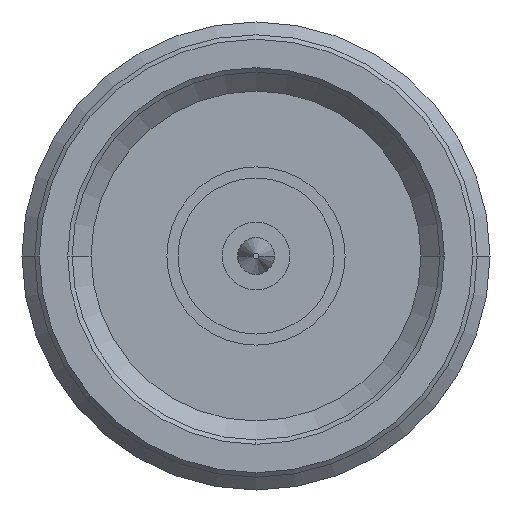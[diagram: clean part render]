
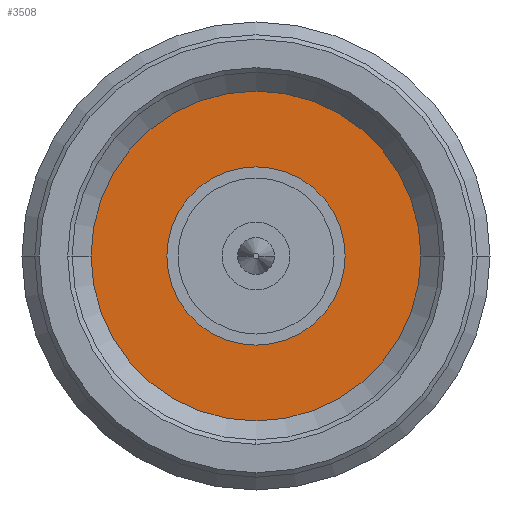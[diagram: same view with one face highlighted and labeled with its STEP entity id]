
A CAD part, left-side view. The second image highlights one B-rep face of the part: STEP entity #3508.
In plain terms, the highlighted planar face has unit normal (-1, 0, 0).
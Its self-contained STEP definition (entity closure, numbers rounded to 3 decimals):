
#131 = CIRCLE ( 'NONE', #3449, 4. ) ;
#167 = CIRCLE ( 'NONE', #3954, 8.85 ) ;
#169 = DIRECTION ( 'NONE',  ( -1., 0., 0. ) ) ;
#387 = VERTEX_POINT ( 'NONE', #1819 ) ;
#555 = ORIENTED_EDGE ( 'NONE', *, *, #3356, .F. ) ;
#562 = VERTEX_POINT ( 'NONE', #1000 ) ;
#681 = ORIENTED_EDGE ( 'NONE', *, *, #955, .F. ) ;
#955 = EDGE_CURVE ( 'NONE', #2643, #2042, #131, .T. ) ;
#1000 = CARTESIAN_POINT ( 'NONE',  ( 11.6, 8.85, 0. ) ) ;
#1166 = DIRECTION ( 'NONE',  ( -1., 0., 0. ) ) ;
#1565 = CARTESIAN_POINT ( 'NONE',  ( 11.6, 4., 0. ) ) ;
#1613 = CARTESIAN_POINT ( 'NONE',  ( 11.6, 0., 0. ) ) ;
#1627 = AXIS2_PLACEMENT_3D ( 'NONE', #2325, #169, #3933 ) ;
#1644 = EDGE_LOOP ( 'NONE', ( #2244, #2060 ) ) ;
#1694 = DIRECTION ( 'NONE',  ( 0., 1., 0. ) ) ;
#1819 = CARTESIAN_POINT ( 'NONE',  ( 11.6, -8.85, 0. ) ) ;
#1885 = CIRCLE ( 'NONE', #1627, 4. ) ;
#2042 = VERTEX_POINT ( 'NONE', #4016 ) ;
#2060 = ORIENTED_EDGE ( 'NONE', *, *, #2242, .F. ) ;
#2078 = CIRCLE ( 'NONE', #3648, 8.85 ) ;
#2136 = FACE_BOUND ( 'NONE', #3477, .T. ) ;
#2242 = EDGE_CURVE ( 'NONE', #562, #387, #167, .T. ) ;
#2244 = ORIENTED_EDGE ( 'NONE', *, *, #3331, .T. ) ;
#2325 = CARTESIAN_POINT ( 'NONE',  ( 11.6, 0., 0. ) ) ;
#2373 = AXIS2_PLACEMENT_3D ( 'NONE', #3327, #1166, #3348 ) ;
#2442 = DIRECTION ( 'NONE',  ( 0., 1., 0. ) ) ;
#2643 = VERTEX_POINT ( 'NONE', #1565 ) ;
#2774 = PLANE ( 'NONE',  #2373 ) ;
#2806 = DIRECTION ( 'NONE',  ( -1., 0., 0. ) ) ;
#2859 = DIRECTION ( 'NONE',  ( 1., 0., 0. ) ) ;
#3224 = CARTESIAN_POINT ( 'NONE',  ( 11.6, 0., 0. ) ) ;
#3327 = CARTESIAN_POINT ( 'NONE',  ( 11.6, 0., 0. ) ) ;
#3331 = EDGE_CURVE ( 'NONE', #562, #387, #2078, .T. ) ;
#3348 = DIRECTION ( 'NONE',  ( 0., 0., 1. ) ) ;
#3356 = EDGE_CURVE ( 'NONE', #2042, #2643, #1885, .T. ) ;
#3449 = AXIS2_PLACEMENT_3D ( 'NONE', #4022, #2806, #2442 ) ;
#3477 = EDGE_LOOP ( 'NONE', ( #555, #681 ) ) ;
#3508 = ADVANCED_FACE ( 'NONE', ( #2136, #3952 ), #2774, .T. ) ;
#3648 = AXIS2_PLACEMENT_3D ( 'NONE', #3224, #3907, #1694 ) ;
#3734 = DIRECTION ( 'NONE',  ( 0., 1., 0. ) ) ;
#3907 = DIRECTION ( 'NONE',  ( -1., 0., 0. ) ) ;
#3933 = DIRECTION ( 'NONE',  ( 0., -1., 0. ) ) ;
#3952 = FACE_OUTER_BOUND ( 'NONE', #1644, .T. ) ;
#3954 = AXIS2_PLACEMENT_3D ( 'NONE', #1613, #2859, #3734 ) ;
#4016 = CARTESIAN_POINT ( 'NONE',  ( 11.6, -4., 0. ) ) ;
#4022 = CARTESIAN_POINT ( 'NONE',  ( 11.6, 0., 0. ) ) ;
